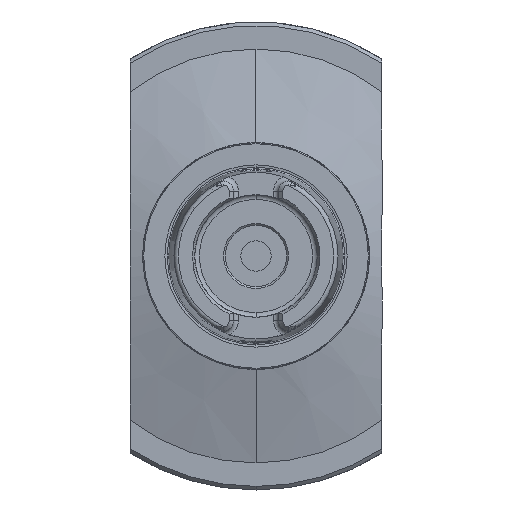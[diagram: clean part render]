
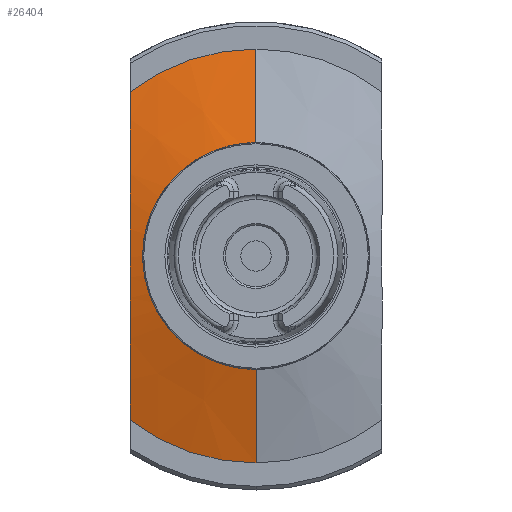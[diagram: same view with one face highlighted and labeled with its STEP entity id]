
A CAD part, left-side view. The second image highlights one B-rep face of the part: STEP entity #26404.
In plain terms, the highlighted conical face has half-angle 75 degrees and reference radius 57.5 mm.
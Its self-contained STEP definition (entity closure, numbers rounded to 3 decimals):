
#87 = ORIENTED_EDGE ( 'NONE', *, *, #28149, .T. ) ;
#231 = DIRECTION ( 'NONE',  ( 1., 0., 0. ) ) ;
#1494 = CARTESIAN_POINT ( 'NONE',  ( 48.434, 35., 38.088 ) ) ;
#1514 = VERTEX_POINT ( 'NONE', #3927 ) ;
#1605 = CARTESIAN_POINT ( 'NONE',  ( 44.799, 35., -15.456 ) ) ;
#1956 = CARTESIAN_POINT ( 'NONE',  ( 50., 0., -57.5 ) ) ;
#2032 = EDGE_CURVE ( 'NONE', #5103, #3373, #10565, .T. ) ;
#2130 = EDGE_LOOP ( 'NONE', ( #29521, #19759, #26931, #87, #22780, #8481 ) ) ;
#2334 = CIRCLE ( 'NONE', #3171, 57.5 ) ;
#2365 = AXIS2_PLACEMENT_3D ( 'NONE', #8088, #25786, #10566 ) ;
#2617 = B_SPLINE_CURVE_WITH_KNOTS ( 'NONE', 3,
 ( #6192, #24132, #1494, #19136, #3987, #21702, #6528, #24242, #9089, #26830, #11590, #29342, #14146, #31870, #16682, #1605, #19260, #4089, #21814, #6646, #24350, #9185 ),
 .UNSPECIFIED., .F., .F.,
 ( 4, 2, 2, 2, 2, 2, 2, 2, 2, 2, 4 ),
 ( 0.177, 0.188, 0.2, 0.206, 0.209, 0.212, 0.223, 0.235, 0.246, 0.258, 0.269 ),
 .UNSPECIFIED. ) ;
#2645 = CARTESIAN_POINT ( 'NONE',  ( 50., 0., 0. ) ) ;
#3050 = CARTESIAN_POINT ( 'NONE',  ( 42., 0., 27.644 ) ) ;
#3171 = AXIS2_PLACEMENT_3D ( 'NONE', #20776, #5611, #23312 ) ;
#3373 = VERTEX_POINT ( 'NONE', #29191 ) ;
#3927 = CARTESIAN_POINT ( 'NONE',  ( 50., 0., -57.5 ) ) ;
#3987 = CARTESIAN_POINT ( 'NONE',  ( 46.361, 35., 26.722 ) ) ;
#4089 = CARTESIAN_POINT ( 'NONE',  ( 46.375, 35., -26.806 ) ) ;
#5103 = VERTEX_POINT ( 'NONE', #3050 ) ;
#5175 = VERTEX_POINT ( 'NONE', #23477 ) ;
#5207 = CARTESIAN_POINT ( 'NONE',  ( 42., 0., -27.644 ) ) ;
#5611 = DIRECTION ( 'NONE',  ( 1., 0., 0. ) ) ;
#6192 = CARTESIAN_POINT ( 'NONE',  ( 50., 35., 45.621 ) ) ;
#6528 = CARTESIAN_POINT ( 'NONE',  ( 45.264, 35., 19.077 ) ) ;
#6646 = CARTESIAN_POINT ( 'NONE',  ( 48.438, 35., -38.106 ) ) ;
#6733 = EDGE_CURVE ( 'NONE', #1514, #5175, #25401, .T. ) ;
#8088 = CARTESIAN_POINT ( 'NONE',  ( 42., 0., 0. ) ) ;
#8481 = ORIENTED_EDGE ( 'NONE', *, *, #26740, .F. ) ;
#9089 = CARTESIAN_POINT ( 'NONE',  ( 44.818, 35., 15.23 ) ) ;
#9185 = CARTESIAN_POINT ( 'NONE',  ( 50., 35., -45.621 ) ) ;
#9742 = AXIS2_PLACEMENT_3D ( 'NONE', #13617, #31372, #16161 ) ;
#10565 = LINE ( 'NONE', #12983, #17300 ) ;
#10566 = DIRECTION ( 'NONE',  ( 0., 0., -1. ) ) ;
#11590 = CARTESIAN_POINT ( 'NONE',  ( 44.533, 35., 12.332 ) ) ;
#11744 = EDGE_CURVE ( 'NONE', #18668, #3373, #2334, .T. ) ;
#12983 = CARTESIAN_POINT ( 'NONE',  ( 50., 0., 57.5 ) ) ;
#13464 = VECTOR ( 'NONE', #19605, 1000. ) ;
#13617 = CARTESIAN_POINT ( 'NONE',  ( 50., 0., 0. ) ) ;
#14146 = CARTESIAN_POINT ( 'NONE',  ( 43.966, 35., 3.642 ) ) ;
#16161 = DIRECTION ( 'NONE',  ( 0., 0., -1. ) ) ;
#16682 = CARTESIAN_POINT ( 'NONE',  ( 44.155, 35., -7.849 ) ) ;
#17300 = VECTOR ( 'NONE', #28218, 1000. ) ;
#17408 = FACE_OUTER_BOUND ( 'NONE', #2130, .T. ) ;
#17530 = EDGE_CURVE ( 'NONE', #29708, #5103, #21748, .T. ) ;
#17755 = DIRECTION ( 'NONE',  ( 0., 0., -1. ) ) ;
#18668 = VERTEX_POINT ( 'NONE', #24563 ) ;
#19136 = CARTESIAN_POINT ( 'NONE',  ( 47.015, 35., 30.52 ) ) ;
#19260 = CARTESIAN_POINT ( 'NONE',  ( 45.262, 35., -19.246 ) ) ;
#19605 = DIRECTION ( 'NONE',  ( 0.259, 0., -0.966 ) ) ;
#19759 = ORIENTED_EDGE ( 'NONE', *, *, #2032, .T. ) ;
#20776 = CARTESIAN_POINT ( 'NONE',  ( 50., 0., 0. ) ) ;
#21702 = CARTESIAN_POINT ( 'NONE',  ( 45.52, 35., 20.993 ) ) ;
#21748 = CIRCLE ( 'NONE', #2365, 27.644 ) ;
#21814 = CARTESIAN_POINT ( 'NONE',  ( 47.025, 35., -30.577 ) ) ;
#22780 = ORIENTED_EDGE ( 'NONE', *, *, #6733, .F. ) ;
#23312 = DIRECTION ( 'NONE',  ( 0., 0., -1. ) ) ;
#23366 = CONICAL_SURFACE ( 'NONE', #30591, 57.5, 1.309 ) ;
#23477 = CARTESIAN_POINT ( 'NONE',  ( 50., 35., -45.621 ) ) ;
#24132 = CARTESIAN_POINT ( 'NONE',  ( 49.2, 35., 41.858 ) ) ;
#24242 = CARTESIAN_POINT ( 'NONE',  ( 44.924, 35., 16.193 ) ) ;
#24350 = CARTESIAN_POINT ( 'NONE',  ( 49.202, 35., -41.865 ) ) ;
#24563 = CARTESIAN_POINT ( 'NONE',  ( 50., 35., 45.621 ) ) ;
#25401 = CIRCLE ( 'NONE', #9742, 57.5 ) ;
#25786 = DIRECTION ( 'NONE',  ( 1., 0., 0. ) ) ;
#26187 = LINE ( 'NONE', #1956, #13464 ) ;
#26404 = ADVANCED_FACE ( 'NONE', ( #17408 ), #23366, .T. ) ;
#26740 = EDGE_CURVE ( 'NONE', #29708, #1514, #26187, .T. ) ;
#26830 = CARTESIAN_POINT ( 'NONE',  ( 44.623, 35., 13.3 ) ) ;
#26931 = ORIENTED_EDGE ( 'NONE', *, *, #11744, .F. ) ;
#28149 = EDGE_CURVE ( 'NONE', #18668, #5175, #2617, .T. ) ;
#28218 = DIRECTION ( 'NONE',  ( 0.259, 0., 0.966 ) ) ;
#29191 = CARTESIAN_POINT ( 'NONE',  ( 50., 0., 57.5 ) ) ;
#29342 = CARTESIAN_POINT ( 'NONE',  ( 44.133, 35., 7.495 ) ) ;
#29521 = ORIENTED_EDGE ( 'NONE', *, *, #17530, .T. ) ;
#29708 = VERTEX_POINT ( 'NONE', #5207 ) ;
#30591 = AXIS2_PLACEMENT_3D ( 'NONE', #2645, #231, #17755 ) ;
#31372 = DIRECTION ( 'NONE',  ( 1., 0., 0. ) ) ;
#31870 = CARTESIAN_POINT ( 'NONE',  ( 43.977, 35., -4.03 ) ) ;
